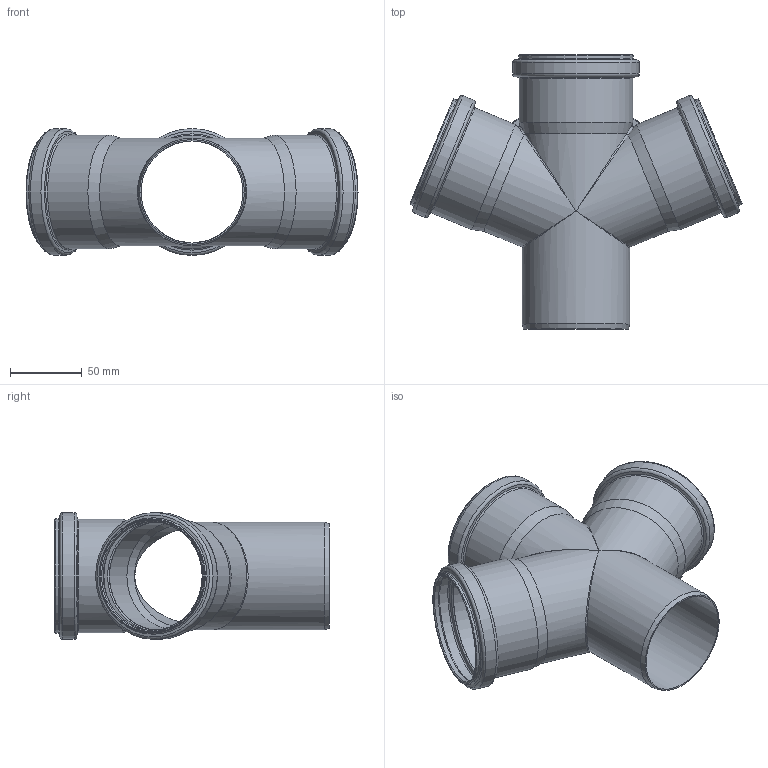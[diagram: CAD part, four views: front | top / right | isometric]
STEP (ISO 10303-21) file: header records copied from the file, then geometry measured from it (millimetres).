
FILE_DESCRIPTION(/* description */ (''),/* implementation_level */ '2;1');
FILE_NAME(/* name */ '173900 HTsafeDA DN_OD 75_75_75_67°.stp',/* time_stamp */ '2017-03-13T09:27:47+01:00',/* author */ ('user1'),/* organization */ (''),/* preprocessor_version */ 'ST-DEVELOPER v16.1',/* originating_system */ 'Autodesk Inventor 2016',/* authorisation */ '');
FILE_SCHEMA (('AUTOMOTIVE_DESIGN { 1 0 10303 214 3 1 1 }'));
Length unit declared in the file: millimetre
Products named in the file (1): 173900 HTsafeDA DN_OD 75_75_75_67°
Bounding box: 231.97 x 191.5 x 88.6 mm (x, y, z)
Volume: 147061.6 mm3; surface area: 159463.7 mm2
Topology: 1 solids, 1 shells, 107 faces, 247 edges, 135 vertices
Faces by surface type: cylinder 34, torus 30, cone 20, plane 13, bspline 10
Full cylindrical faces by diameter (mm): 71.3 x4, 75.1 x1, 75.8 x3, 76.1 x6, 79.4 x3, 79.7 x3, 85 x3, 88.6 x3
Entity records: 3199 total; most frequent: CARTESIAN_POINT 1183, DIRECTION 422, ORIENTED_EDGE 318, AXIS2_PLACEMENT_3D 201, EDGE_LOOP 186, EDGE_CURVE 159, VERTEX_POINT 127, FACE_OUTER_BOUND 107
